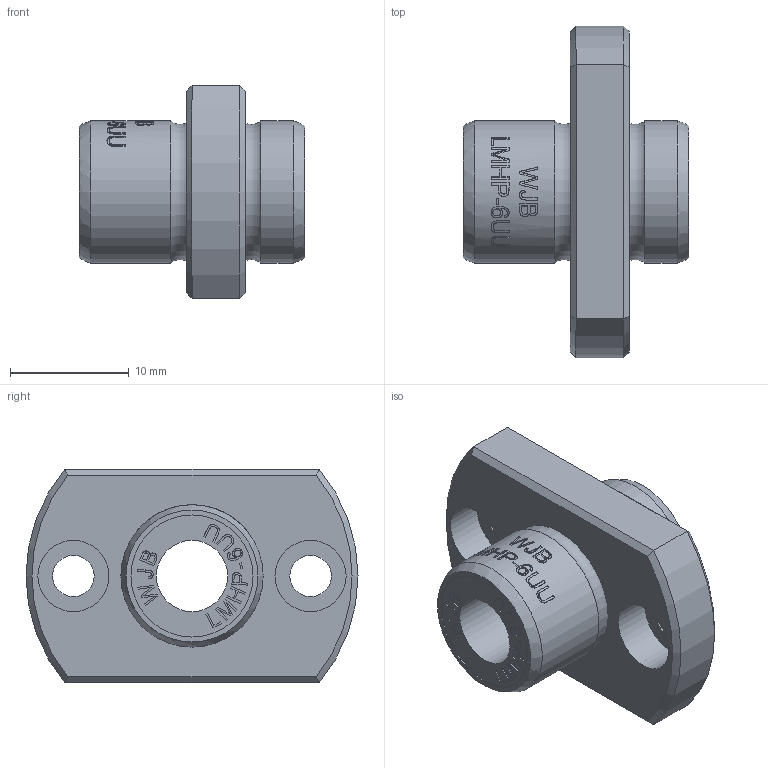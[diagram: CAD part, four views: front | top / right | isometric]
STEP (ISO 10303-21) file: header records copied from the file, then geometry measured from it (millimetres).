
FILE_DESCRIPTION(/* description */ (''),/* implementation_level */ '2;1');
FILE_NAME(/* name */ 'WJB-LMHP-6UU.stp',/* time_stamp */ '2019-01-27T12:11:00+08:00',/* author */ (''),/* organization */ (''),/* preprocessor_version */ 'ST-DEVELOPER v11',/* originating_system */ 'SIEMENS UGS NX 6.0',/* authorisation */ '');
FILE_SCHEMA (('AUTOMOTIVE_DESIGN { 1 0 10303 214 1 1 1 1 }'));
Length unit declared in the file: millimetre
Products named in the file (1): ROCKE321z0nf
Bounding box: 19 x 28 x 18 mm (x, y, z)
Volume: 3096.4 mm3; surface area: 2260.1 mm2
Topology: 1 solids, 1 shells, 345 faces, 868 edges, 576 vertices
Faces by surface type: plane 226, extrusion 96, cylinder 15, cone 4, bspline 2, torus 2
Full cylindrical faces by diameter (mm): 3.5 x2, 6 x3, 10.3 x2, 12 x2
Entity records: 12914 total; most frequent: CARTESIAN_POINT 5356, ORIENTED_EDGE 1702, DIRECTION 1126, EDGE_CURVE 851, VERTEX_POINT 572, VECTOR 502, B_SPLINE_CURVE_WITH_KNOTS 477, EDGE_LOOP 415
